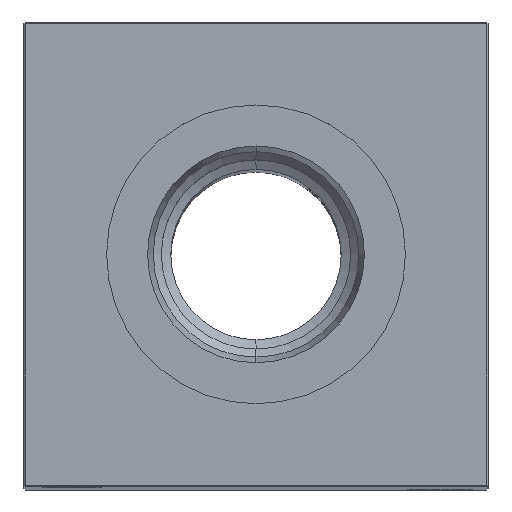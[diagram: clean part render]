
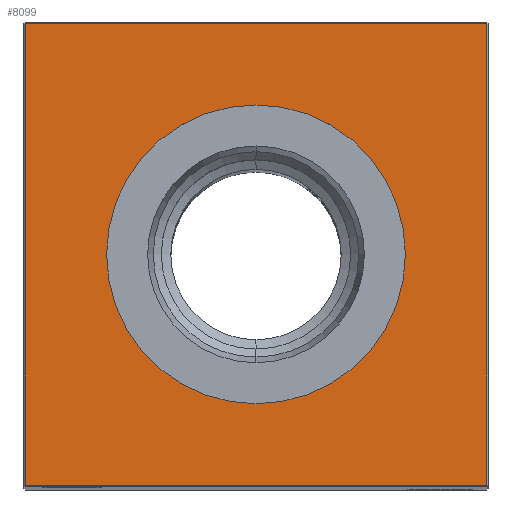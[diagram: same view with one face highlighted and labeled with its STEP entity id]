
A CAD part, top view. The second image highlights one B-rep face of the part: STEP entity #8099.
In plain terms, the highlighted planar face has unit normal (0, 0, 1).
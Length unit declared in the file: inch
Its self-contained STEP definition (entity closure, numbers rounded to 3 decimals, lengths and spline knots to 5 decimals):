
#141 = CIRCLE ( 'NONE', #8726, 0.96457 ) ;
#323 = DIRECTION ( 'NONE',  ( 0., 0., -1. ) ) ;
#1739 = VERTEX_POINT ( 'NONE', #8069 ) ;
#2041 = DIRECTION ( 'NONE',  ( 0., 0., -1. ) ) ;
#2416 = EDGE_LOOP ( 'NONE', ( #9459, #9017, #13702, #10453 ) ) ;
#2499 = CARTESIAN_POINT ( 'NONE',  ( -1.49, -1.49, 12.25 ) ) ;
#2979 = LINE ( 'NONE', #8986, #18623 ) ;
#2991 = EDGE_CURVE ( 'NONE', #7782, #1739, #21085, .T. ) ;
#3079 = VECTOR ( 'NONE', #11372, 39.37008 ) ;
#3563 = EDGE_CURVE ( 'NONE', #1739, #22558, #2979, .T. ) ;
#3564 = CIRCLE ( 'NONE', #13793, 0.96457 ) ;
#3569 = CARTESIAN_POINT ( 'NONE',  ( 1.49, 0., 12.25 ) ) ;
#4166 = DIRECTION ( 'NONE',  ( -1., 0., 0. ) ) ;
#5890 = ORIENTED_EDGE ( 'NONE', *, *, #16373, .T. ) ;
#5943 = CARTESIAN_POINT ( 'NONE',  ( -1.49, 0., 12.25 ) ) ;
#6003 = DIRECTION ( 'NONE',  ( -1., 0., 0. ) ) ;
#6201 = EDGE_CURVE ( 'NONE', #22558, #16450, #23441, .T. ) ;
#7782 = VERTEX_POINT ( 'NONE', #11791 ) ;
#7991 = EDGE_CURVE ( 'NONE', #8693, #14206, #3564, .T. ) ;
#8069 = CARTESIAN_POINT ( 'NONE',  ( 1.49, 1.49, 12.25 ) ) ;
#8099 = ADVANCED_FACE ( 'NONE', ( #23503, #9972 ), #13820, .F. ) ;
#8607 = VECTOR ( 'NONE', #20765, 39.37008 ) ;
#8693 = VERTEX_POINT ( 'NONE', #17079 ) ;
#8726 = AXIS2_PLACEMENT_3D ( 'NONE', #15547, #323, #4166 ) ;
#8986 = CARTESIAN_POINT ( 'NONE',  ( 0., 1.49, 12.25 ) ) ;
#9017 = ORIENTED_EDGE ( 'NONE', *, *, #20321, .T. ) ;
#9459 = ORIENTED_EDGE ( 'NONE', *, *, #6201, .T. ) ;
#9972 = FACE_BOUND ( 'NONE', #23866, .T. ) ;
#10453 = ORIENTED_EDGE ( 'NONE', *, *, #3563, .T. ) ;
#11372 = DIRECTION ( 'NONE',  ( 0., 1., 0. ) ) ;
#11791 = CARTESIAN_POINT ( 'NONE',  ( 1.49, -1.49, 12.25 ) ) ;
#12017 = CARTESIAN_POINT ( 'NONE',  ( 0., 0., 12.25 ) ) ;
#12564 = AXIS2_PLACEMENT_3D ( 'NONE', #15348, #2041, #25166 ) ;
#13702 = ORIENTED_EDGE ( 'NONE', *, *, #2991, .T. ) ;
#13756 = DIRECTION ( 'NONE',  ( 0., -1., 0. ) ) ;
#13793 = AXIS2_PLACEMENT_3D ( 'NONE', #12017, #21335, #6003 ) ;
#13820 = PLANE ( 'NONE',  #12564 ) ;
#14206 = VERTEX_POINT ( 'NONE', #24404 ) ;
#15348 = CARTESIAN_POINT ( 'NONE',  ( 0., 0., 12.25 ) ) ;
#15547 = CARTESIAN_POINT ( 'NONE',  ( 0., 0., 12.25 ) ) ;
#16373 = EDGE_CURVE ( 'NONE', #14206, #8693, #141, .T. ) ;
#16450 = VERTEX_POINT ( 'NONE', #2499 ) ;
#16916 = DIRECTION ( 'NONE',  ( -1., 0., 0. ) ) ;
#17079 = CARTESIAN_POINT ( 'NONE',  ( 0., 0.96457, 12.25 ) ) ;
#18623 = VECTOR ( 'NONE', #16916, 39.37008 ) ;
#20321 = EDGE_CURVE ( 'NONE', #16450, #7782, #24594, .T. ) ;
#20765 = DIRECTION ( 'NONE',  ( 1., 0., 0. ) ) ;
#21085 = LINE ( 'NONE', #3569, #3079 ) ;
#21335 = DIRECTION ( 'NONE',  ( 0., 0., -1. ) ) ;
#21338 = VECTOR ( 'NONE', #13756, 39.37008 ) ;
#22175 = CARTESIAN_POINT ( 'NONE',  ( 0., -1.49, 12.25 ) ) ;
#22556 = ORIENTED_EDGE ( 'NONE', *, *, #7991, .T. ) ;
#22558 = VERTEX_POINT ( 'NONE', #23495 ) ;
#23441 = LINE ( 'NONE', #5943, #21338 ) ;
#23495 = CARTESIAN_POINT ( 'NONE',  ( -1.49, 1.49, 12.25 ) ) ;
#23503 = FACE_OUTER_BOUND ( 'NONE', #2416, .T. ) ;
#23866 = EDGE_LOOP ( 'NONE', ( #22556, #5890 ) ) ;
#24404 = CARTESIAN_POINT ( 'NONE',  ( 0., -0.96457, 12.25 ) ) ;
#24594 = LINE ( 'NONE', #22175, #8607 ) ;
#25166 = DIRECTION ( 'NONE',  ( -1., 0., 0. ) ) ;
